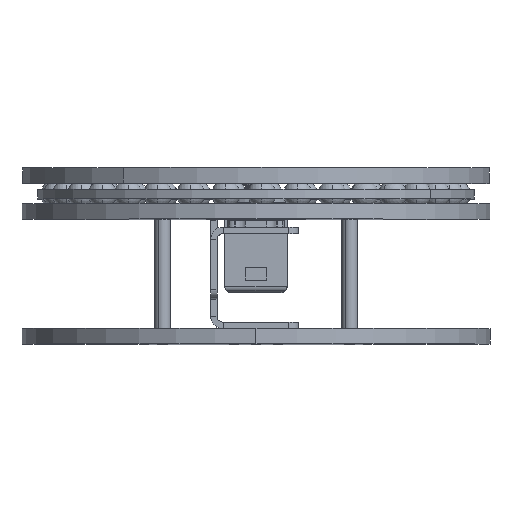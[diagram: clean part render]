
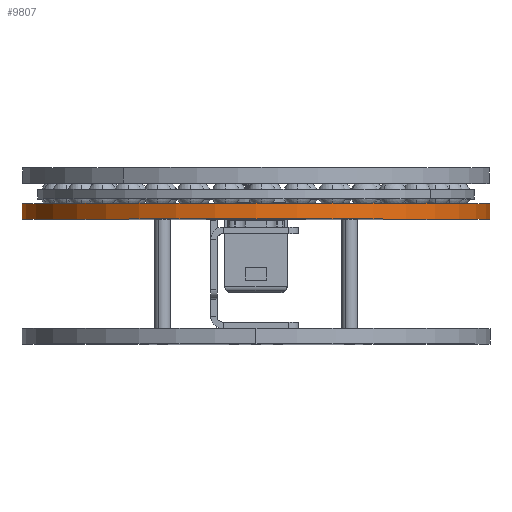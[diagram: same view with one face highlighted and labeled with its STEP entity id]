
A CAD part, top view. The second image highlights one B-rep face of the part: STEP entity #9807.
In plain terms, the highlighted cylindrical face has radius 75 mm (diameter 150 mm), a partial arc.
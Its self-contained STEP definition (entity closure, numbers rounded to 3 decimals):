
#412 = VERTEX_POINT ( 'NONE', #3334 ) ;
#1693 = CARTESIAN_POINT ( 'NONE',  ( 67.058, 19.5, 67.5 ) ) ;
#2302 = AXIS2_PLACEMENT_3D ( 'NONE', #12499, #11350, #3154 ) ;
#2465 = CARTESIAN_POINT ( 'NONE',  ( -82.942, 19.5, 67.5 ) ) ;
#2530 = ORIENTED_EDGE ( 'NONE', *, *, #5374, .T. ) ;
#3105 = LINE ( 'NONE', #1693, #13869 ) ;
#3154 = DIRECTION ( 'NONE',  ( 1., 0., 0. ) ) ;
#3334 = CARTESIAN_POINT ( 'NONE',  ( 67.058, 14.5, 67.5 ) ) ;
#3902 = ORIENTED_EDGE ( 'NONE', *, *, #6695, .F. ) ;
#4325 = FACE_OUTER_BOUND ( 'NONE', #6082, .T. ) ;
#4412 = DIRECTION ( 'NONE',  ( 0., 1., 0. ) ) ;
#5221 = AXIS2_PLACEMENT_3D ( 'NONE', #14428, #9441, #10404 ) ;
#5374 = EDGE_CURVE ( 'NONE', #6959, #412, #11495, .T. ) ;
#5680 = CARTESIAN_POINT ( 'NONE',  ( 67.058, 19.5, 67.5 ) ) ;
#5723 = CARTESIAN_POINT ( 'NONE',  ( -7.942, 19.5, 67.5 ) ) ;
#6082 = EDGE_LOOP ( 'NONE', ( #2530, #16276, #9766, #3902 ) ) ;
#6440 = DIRECTION ( 'NONE',  ( 0., 1., 0. ) ) ;
#6695 = EDGE_CURVE ( 'NONE', #6959, #10356, #14486, .T. ) ;
#6959 = VERTEX_POINT ( 'NONE', #13344 ) ;
#7020 = CYLINDRICAL_SURFACE ( 'NONE', #9457, 75. ) ;
#7831 = EDGE_CURVE ( 'NONE', #412, #8322, #3105, .T. ) ;
#8095 = EDGE_CURVE ( 'NONE', #10356, #8322, #9694, .T. ) ;
#8322 = VERTEX_POINT ( 'NONE', #5680 ) ;
#8408 = DIRECTION ( 'NONE',  ( 0., 1., 0. ) ) ;
#9441 = DIRECTION ( 'NONE',  ( 0., 1., 0. ) ) ;
#9457 = AXIS2_PLACEMENT_3D ( 'NONE', #5723, #4412, #15072 ) ;
#9694 = CIRCLE ( 'NONE', #5221, 75. ) ;
#9766 = ORIENTED_EDGE ( 'NONE', *, *, #8095, .F. ) ;
#9807 = ADVANCED_FACE ( 'NONE', ( #4325 ), #7020, .T. ) ;
#10356 = VERTEX_POINT ( 'NONE', #2465 ) ;
#10404 = DIRECTION ( 'NONE',  ( 1., 0., 0. ) ) ;
#11350 = DIRECTION ( 'NONE',  ( 0., 1., 0. ) ) ;
#11495 = CIRCLE ( 'NONE', #2302, 75. ) ;
#12477 = VECTOR ( 'NONE', #6440, 1000. ) ;
#12499 = CARTESIAN_POINT ( 'NONE',  ( -7.942, 14.5, 67.5 ) ) ;
#13005 = CARTESIAN_POINT ( 'NONE',  ( -82.942, 19.5, 67.5 ) ) ;
#13344 = CARTESIAN_POINT ( 'NONE',  ( -82.942, 14.5, 67.5 ) ) ;
#13869 = VECTOR ( 'NONE', #8408, 1000. ) ;
#14428 = CARTESIAN_POINT ( 'NONE',  ( -7.942, 19.5, 67.5 ) ) ;
#14486 = LINE ( 'NONE', #13005, #12477 ) ;
#15072 = DIRECTION ( 'NONE',  ( -1., 0., 0. ) ) ;
#16276 = ORIENTED_EDGE ( 'NONE', *, *, #7831, .T. ) ;
